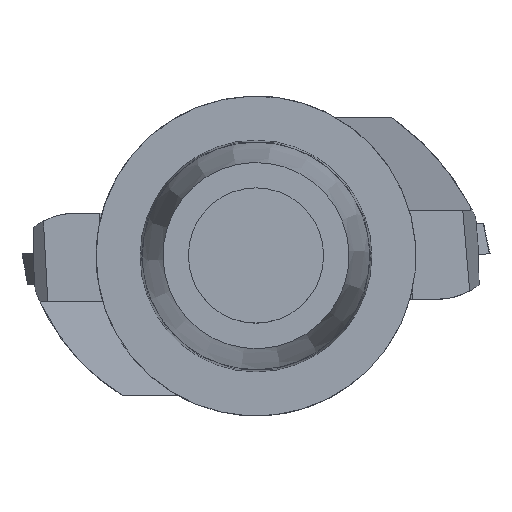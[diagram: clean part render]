
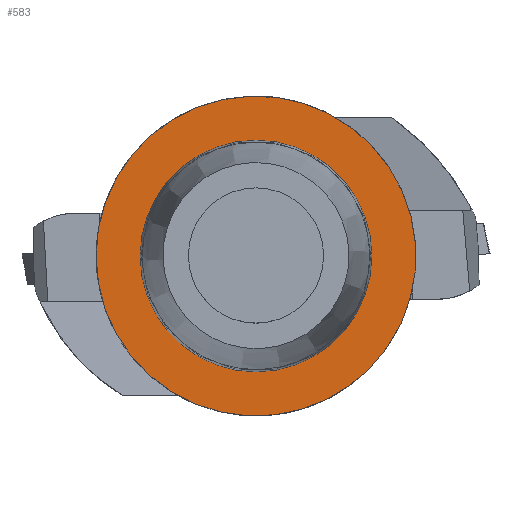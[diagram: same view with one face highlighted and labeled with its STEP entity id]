
A CAD part, top view. The second image highlights one B-rep face of the part: STEP entity #583.
In plain terms, the highlighted planar face has unit normal (0, 0, 1).
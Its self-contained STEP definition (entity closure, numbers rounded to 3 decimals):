
#298=FACE_BOUND('',#999,.T.);
#299=FACE_BOUND('',#1000,.T.);
#406=PLANE('',#4057);
#583=ADVANCED_FACE('',(#298,#299),#406,.F.);
#999=EDGE_LOOP('',(#2503));
#1000=EDGE_LOOP('',(#2504));
#2503=ORIENTED_EDGE('',*,*,#3488,.F.);
#2504=ORIENTED_EDGE('',*,*,#3489,.F.);
#3044=VERTEX_POINT('',#6209);
#3045=VERTEX_POINT('',#6211);
#3488=EDGE_CURVE('',#3044,#3044,#3689,.T.);
#3489=EDGE_CURVE('',#3045,#3045,#3690,.T.);
#3689=CIRCLE('',#4055,8.907);
#3690=CIRCLE('',#4056,12.3);
#4055=AXIS2_PLACEMENT_3D('',#6208,#4800,#4801);
#4056=AXIS2_PLACEMENT_3D('',#6210,#4802,#4803);
#4057=AXIS2_PLACEMENT_3D('',#6212,#4804,#4805);
#4800=DIRECTION('',(0.,0.,1.));
#4801=DIRECTION('',(-1.,0.,0.));
#4802=DIRECTION('',(0.,0.,-1.));
#4803=DIRECTION('',(-1.,0.,0.));
#4804=DIRECTION('',(0.,0.,-1.));
#4805=DIRECTION('',(-1.,0.,0.));
#6208=CARTESIAN_POINT('',(0.,0.,0.));
#6209=CARTESIAN_POINT('',(-8.907,0.,0.));
#6210=CARTESIAN_POINT('',(0.,0.,0.));
#6211=CARTESIAN_POINT('',(-12.3,0.,0.));
#6212=CARTESIAN_POINT('',(11.316,4.691,0.));
